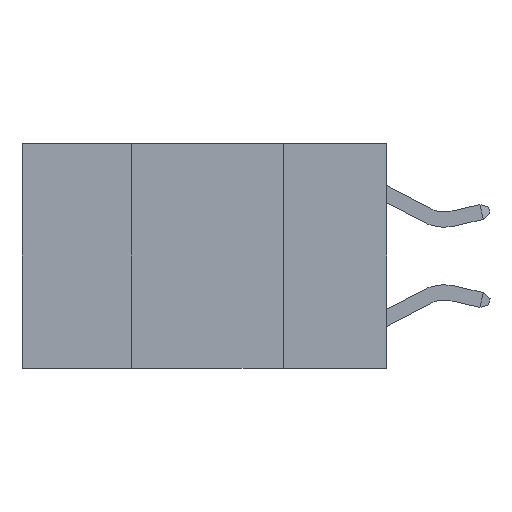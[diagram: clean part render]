
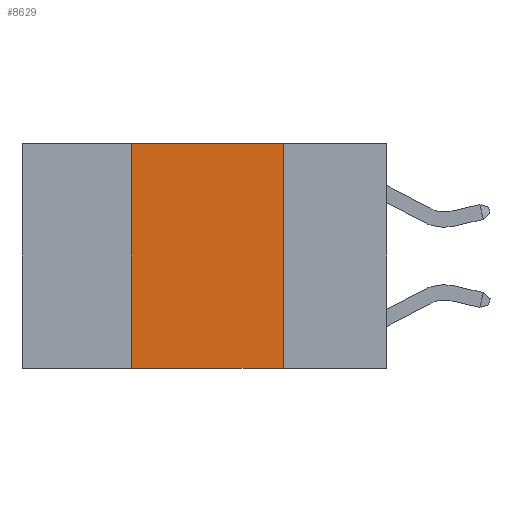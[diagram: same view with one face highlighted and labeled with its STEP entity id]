
A CAD part, left-side view. The second image highlights one B-rep face of the part: STEP entity #8629.
In plain terms, the highlighted planar face has unit normal (-1, 0, 0).
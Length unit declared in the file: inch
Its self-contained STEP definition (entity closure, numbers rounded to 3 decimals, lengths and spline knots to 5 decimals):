
#300 = AXIS2_PLACEMENT_3D ( 'NONE', #3529, #20813, #19085 ) ;
#888 = DIRECTION ( 'NONE',  ( 0., -1., 0. ) ) ;
#1314 = DIRECTION ( 'NONE',  ( 0., -1., 0. ) ) ;
#1540 = PLANE ( 'NONE',  #300 ) ;
#2211 = CARTESIAN_POINT ( 'NONE',  ( 0., 0.42, -0.37 ) ) ;
#2245 = VERTEX_POINT ( 'NONE', #13669 ) ;
#3372 = VERTEX_POINT ( 'NONE', #2211 ) ;
#3529 = CARTESIAN_POINT ( 'NONE',  ( 0., 0.6, 0. ) ) ;
#4303 = CARTESIAN_POINT ( 'NONE',  ( 0., 0.17, 0. ) ) ;
#5144 = LINE ( 'NONE', #22410, #14670 ) ;
#5150 = CARTESIAN_POINT ( 'NONE',  ( 0., 0.6, -0.37 ) ) ;
#5275 = VECTOR ( 'NONE', #24753, 39.37008 ) ;
#7038 = ORIENTED_EDGE ( 'NONE', *, *, #18000, .F. ) ;
#7079 = LINE ( 'NONE', #11176, #5275 ) ;
#8420 = VECTOR ( 'NONE', #21996, 39.37008 ) ;
#8629 = ADVANCED_FACE ( 'NONE', ( #10601 ), #1540, .F. ) ;
#9387 = VERTEX_POINT ( 'NONE', #25024 ) ;
#10292 = EDGE_CURVE ( 'NONE', #3372, #9387, #12084, .T. ) ;
#10601 = FACE_OUTER_BOUND ( 'NONE', #25256, .T. ) ;
#11176 = CARTESIAN_POINT ( 'NONE',  ( 0., 0.42, 0. ) ) ;
#12084 = LINE ( 'NONE', #5150, #23510 ) ;
#13358 = LINE ( 'NONE', #4303, #8420 ) ;
#13669 = CARTESIAN_POINT ( 'NONE',  ( 0., 0.42, 0. ) ) ;
#13994 = ORIENTED_EDGE ( 'NONE', *, *, #17236, .F. ) ;
#14670 = VECTOR ( 'NONE', #888, 39.37008 ) ;
#16640 = VERTEX_POINT ( 'NONE', #23751 ) ;
#17236 = EDGE_CURVE ( 'NONE', #2245, #16640, #5144, .T. ) ;
#17540 = ORIENTED_EDGE ( 'NONE', *, *, #25814, .F. ) ;
#18000 = EDGE_CURVE ( 'NONE', #16640, #9387, #13358, .T. ) ;
#19085 = DIRECTION ( 'NONE',  ( 0., 0., -1. ) ) ;
#20813 = DIRECTION ( 'NONE',  ( 1., 0., 0. ) ) ;
#21996 = DIRECTION ( 'NONE',  ( 0., 0., -1. ) ) ;
#22410 = CARTESIAN_POINT ( 'NONE',  ( 0., 0.6, 0. ) ) ;
#23510 = VECTOR ( 'NONE', #1314, 39.37008 ) ;
#23649 = ORIENTED_EDGE ( 'NONE', *, *, #10292, .T. ) ;
#23751 = CARTESIAN_POINT ( 'NONE',  ( 0., 0.17, 0. ) ) ;
#24753 = DIRECTION ( 'NONE',  ( 0., 0., 1. ) ) ;
#25024 = CARTESIAN_POINT ( 'NONE',  ( 0., 0.17, -0.37 ) ) ;
#25256 = EDGE_LOOP ( 'NONE', ( #7038, #13994, #17540, #23649 ) ) ;
#25814 = EDGE_CURVE ( 'NONE', #3372, #2245, #7079, .T. ) ;
